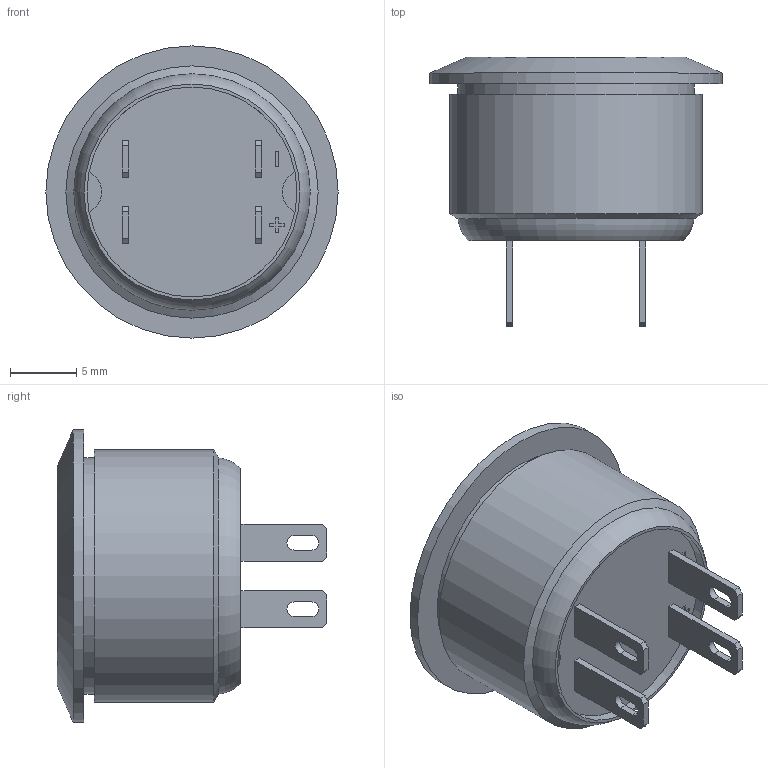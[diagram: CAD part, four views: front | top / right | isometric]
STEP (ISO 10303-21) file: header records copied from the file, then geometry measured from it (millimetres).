
FILE_DESCRIPTION(/* description */ ('','CAx-IF Rec.Pracs.---Representation and Presentation of Product Manufacturing Information (PMI)---4.0---2014-10-13'),/* implementation_level */ '2;1');
FILE_NAME(/* name */ 'PVT4FS4SS3xx.stp',/* time_stamp */ '2018-08-01T15:03:06-05:00',/* author */ ('mwilliams'),/* organization */ (''),/* preprocessor_version */ 'ST-DEVELOPER v17',/* originating_system */ 'Autodesk Inventor 2018',/* authorisation */ '');
FILE_SCHEMA (('AP242_MANAGED_MODEL_BASED_3D_ENGINEERING_MIM_LF { 1 0 10303 442 1 1 4 }'));
Length unit declared in the file: millimetre
Products named in the file (5): PVT4FS4SS334; PVT 4 Housing; PVT 4 Base with Terminals; PVT 4 Ring Lens; PVT 4 Ring Illuminated Button
Assembly tree (4 placements, depth 2):
  PVT4FS4SS334
    PVT 4 Housing
    PVT 4 Base with Terminals
    PVT 4 Ring Lens
    PVT 4 Ring Illuminated Button
Bounding box: 22 x 20.3 x 22 mm (x, y, z)
Volume: 3756.9 mm3; surface area: 3806.3 mm2
Topology: 4 solids, 4 shells, 97 faces, 245 edges, 169 vertices
Faces by surface type: plane 71, cylinder 21, cone 3, torus 2
Full cylindrical faces by diameter (mm): 12.6 x2, 13 x2, 15 x1, 15.003 x1, 15.8 x2, 17.8 x1, 19 x1, 22 x1
Entity records: 3249 total; most frequent: DIRECTION 532, CARTESIAN_POINT 520, ORIENTED_EDGE 490, EDGE_CURVE 245, AXIS2_PLACEMENT_3D 181, LINE 170, VECTOR 170, VERTEX_POINT 169
